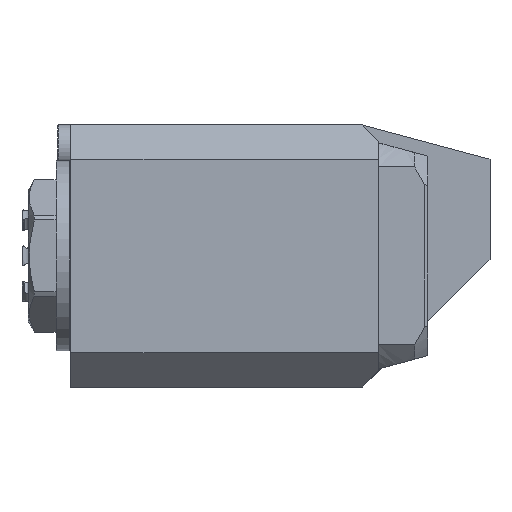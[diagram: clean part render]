
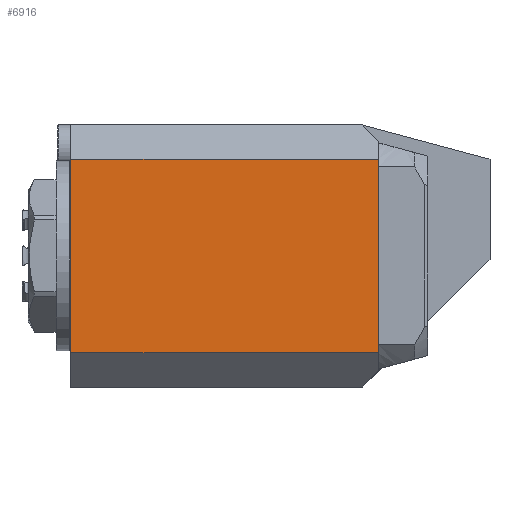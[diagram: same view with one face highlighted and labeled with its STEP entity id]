
A CAD part, left-side view. The second image highlights one B-rep face of the part: STEP entity #6916.
In plain terms, the highlighted planar face has unit normal (-1, 0, 0).
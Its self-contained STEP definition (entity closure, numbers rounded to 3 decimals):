
#808=LINE('',#12213,#1392);
#813=LINE('',#12223,#1397);
#822=LINE('',#12241,#1406);
#823=LINE('',#12243,#1407);
#1392=VECTOR('',#9383,1000.);
#1397=VECTOR('',#9390,1000.);
#1406=VECTOR('',#9409,1000.);
#1407=VECTOR('',#9412,1000.);
#1641=PLANE('',#7563);
#3589=ORIENTED_EDGE('',*,*,#4583,.T.);
#3590=ORIENTED_EDGE('',*,*,#4593,.F.);
#3591=ORIENTED_EDGE('',*,*,#4578,.T.);
#3592=ORIENTED_EDGE('',*,*,#4592,.T.);
#4578=EDGE_CURVE('',#5253,#5254,#808,.T.);
#4583=EDGE_CURVE('',#5257,#5256,#813,.T.);
#4592=EDGE_CURVE('',#5254,#5257,#822,.T.);
#4593=EDGE_CURVE('',#5253,#5256,#823,.F.);
#5253=VERTEX_POINT('',#12214);
#5254=VERTEX_POINT('',#12215);
#5256=VERTEX_POINT('',#12222);
#5257=VERTEX_POINT('',#12224);
#5928=EDGE_LOOP('',(#3589,#3590,#3591,#3592));
#6392=FACE_BOUND('',#5928,.T.);
#6916=ADVANCED_FACE('',(#6392),#1641,.F.);
#7563=AXIS2_PLACEMENT_3D('',#12242,#9410,#9411);
#9383=DIRECTION('',(0.,-1.,0.));
#9390=DIRECTION('',(0.,1.,0.));
#9409=DIRECTION('',(0.,0.,1.));
#9410=DIRECTION('',(1.,0.,0.));
#9411=DIRECTION('',(0.,0.,1.));
#9412=DIRECTION('',(0.,0.,-1.));
#12213=CARTESIAN_POINT('',(-137.,-40.,-29.5));
#12214=CARTESIAN_POINT('',(-137.,49.,-29.5));
#12215=CARTESIAN_POINT('',(-137.,-45.,-29.5));
#12222=CARTESIAN_POINT('',(-137.,49.,29.5));
#12223=CARTESIAN_POINT('',(-137.,-45.,29.5));
#12224=CARTESIAN_POINT('',(-137.,-45.,29.5));
#12241=CARTESIAN_POINT('',(-137.,-45.,-40.));
#12242=CARTESIAN_POINT('',(-137.,-45.,-40.));
#12243=CARTESIAN_POINT('',(-137.,49.,-40.));
